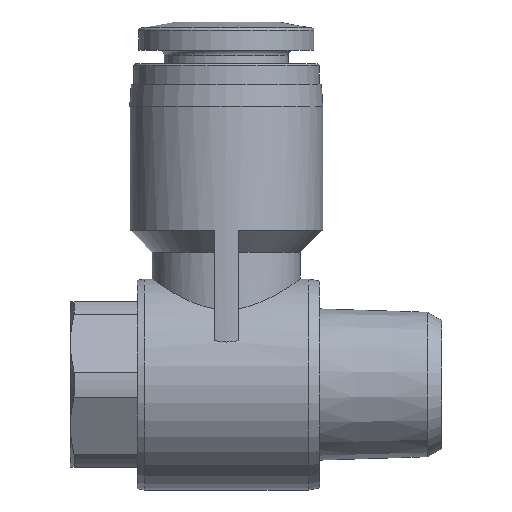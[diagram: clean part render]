
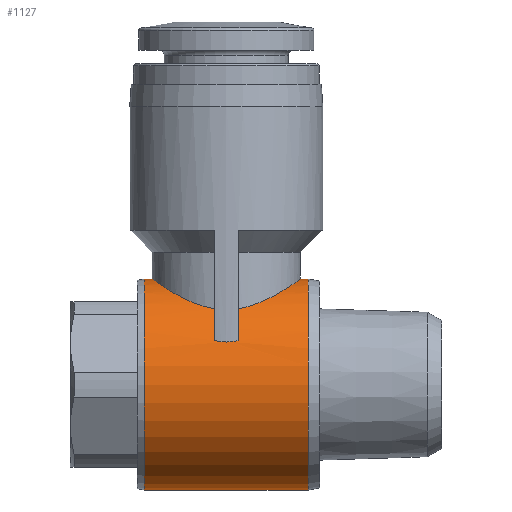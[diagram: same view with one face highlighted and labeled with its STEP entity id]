
A CAD part, left-side view. The second image highlights one B-rep face of the part: STEP entity #1127.
In plain terms, the highlighted cylindrical face has radius 7.1 mm (diameter 14.2 mm), a full revolution.
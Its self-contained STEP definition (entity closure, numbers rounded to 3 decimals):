
#32=CYLINDRICAL_SURFACE('',#1220,7.1);
#123=B_SPLINE_CURVE_WITH_KNOTS('',3,(#1627,#1628,#1629,#1630,#1631,#1632,
#1633,#1634,#1635,#1636,#1637),.UNSPECIFIED.,.F.,.F.,(4,1,1,1,1,1,1,1,4),
(0.001,0.003,0.004,0.006,
0.008,0.01,0.012,0.014,
0.015),.UNSPECIFIED.);
#124=B_SPLINE_CURVE_WITH_KNOTS('',3,(#1643,#1644,#1645,#1646,#1647,#1648,
#1649,#1650,#1651,#1652,#1653),.UNSPECIFIED.,.F.,.F.,(4,1,1,1,1,1,1,1,4),
(0.017,0.019,0.021,0.023,
0.024,0.026,0.028,0.03,
0.032),.UNSPECIFIED.);
#125=B_SPLINE_CURVE_WITH_KNOTS('',3,(#1667,#1668,#1669,#1670),
 .UNSPECIFIED.,.F.,.F.,(4,4),(0.007,0.008),
 .UNSPECIFIED.);
#126=B_SPLINE_CURVE_WITH_KNOTS('',3,(#1678,#1679,#1680,#1681),
 .UNSPECIFIED.,.F.,.F.,(4,4),(0.007,0.008),
 .UNSPECIFIED.);
#251=ORIENTED_EDGE('',*,*,#408,.F.);
#252=ORIENTED_EDGE('',*,*,#409,.T.);
#253=ORIENTED_EDGE('',*,*,#373,.T.);
#254=ORIENTED_EDGE('',*,*,#405,.T.);
#255=ORIENTED_EDGE('',*,*,#386,.T.);
#256=ORIENTED_EDGE('',*,*,#404,.T.);
#257=ORIENTED_EDGE('',*,*,#376,.T.);
#258=ORIENTED_EDGE('',*,*,#407,.T.);
#259=ORIENTED_EDGE('',*,*,#382,.T.);
#260=ORIENTED_EDGE('',*,*,#406,.T.);
#373=EDGE_CURVE('',#460,#458,#123,.T.);
#376=EDGE_CURVE('',#462,#463,#124,.T.);
#382=EDGE_CURVE('',#469,#468,#125,.T.);
#386=EDGE_CURVE('',#473,#472,#126,.T.);
#404=EDGE_CURVE('',#472,#462,#526,.F.);
#405=EDGE_CURVE('',#458,#473,#527,.F.);
#406=EDGE_CURVE('',#468,#460,#528,.F.);
#407=EDGE_CURVE('',#463,#469,#529,.F.);
#408=EDGE_CURVE('',#486,#486,#530,.T.);
#409=EDGE_CURVE('',#487,#487,#531,.T.);
#458=VERTEX_POINT('',#1625);
#460=VERTEX_POINT('',#1638);
#462=VERTEX_POINT('',#1654);
#463=VERTEX_POINT('',#1655);
#468=VERTEX_POINT('',#1666);
#469=VERTEX_POINT('',#1671);
#472=VERTEX_POINT('',#1677);
#473=VERTEX_POINT('',#1682);
#486=VERTEX_POINT('',#1747);
#487=VERTEX_POINT('',#1749);
#526=CIRCLE('',#1213,7.1);
#527=CIRCLE('',#1215,7.1);
#528=CIRCLE('',#1217,7.1);
#529=CIRCLE('',#1219,7.1);
#530=CIRCLE('',#1221,7.1);
#531=CIRCLE('',#1222,7.1);
#593=EDGE_LOOP('',(#251));
#594=EDGE_LOOP('',(#252));
#595=EDGE_LOOP('',(#253,#254,#255,#256,#257,#258,#259,#260));
#672=FACE_BOUND('',#593,.T.);
#673=FACE_BOUND('',#594,.T.);
#674=FACE_BOUND('',#595,.T.);
#1127=ADVANCED_FACE('',(#672,#673,#674),#32,.T.);
#1213=AXIS2_PLACEMENT_3D('',#1738,#1407,#1408);
#1215=AXIS2_PLACEMENT_3D('',#1740,#1411,#1412);
#1217=AXIS2_PLACEMENT_3D('',#1742,#1415,#1416);
#1219=AXIS2_PLACEMENT_3D('',#1744,#1419,#1420);
#1220=AXIS2_PLACEMENT_3D('',#1745,#1421,#1422);
#1221=AXIS2_PLACEMENT_3D('',#1746,#1423,#1424);
#1222=AXIS2_PLACEMENT_3D('',#1748,#1425,#1426);
#1407=DIRECTION('',(0.,1.,0.));
#1408=DIRECTION('',(0.,0.,1.));
#1411=DIRECTION('',(0.,-1.,0.));
#1412=DIRECTION('',(0.,0.,-1.));
#1415=DIRECTION('',(0.,-1.,0.));
#1416=DIRECTION('',(0.,0.,-1.));
#1419=DIRECTION('',(0.,1.,0.));
#1420=DIRECTION('',(0.,0.,1.));
#1421=DIRECTION('',(0.,-1.,0.));
#1422=DIRECTION('',(0.,0.,-1.));
#1423=DIRECTION('',(0.,-1.,0.));
#1424=DIRECTION('',(0.,0.,-1.));
#1425=DIRECTION('',(0.,-1.,0.));
#1426=DIRECTION('',(0.,0.,-1.));
#1625=CARTESIAN_POINT('',(4.936,-9.7,5.104));
#1627=CARTESIAN_POINT('',(-4.936,-9.7,5.104));
#1628=CARTESIAN_POINT('',(-4.839,-9.105,5.197));
#1629=CARTESIAN_POINT('',(-4.433,-7.98,5.582));
#1630=CARTESIAN_POINT('',(-3.344,-6.656,6.32));
#1631=CARTESIAN_POINT('',(-1.852,-5.739,6.929));
#1632=CARTESIAN_POINT('',(-0.005,-5.382,7.184));
#1633=CARTESIAN_POINT('',(1.833,-5.731,6.934));
#1634=CARTESIAN_POINT('',(3.346,-6.655,6.32));
#1635=CARTESIAN_POINT('',(4.43,-7.979,5.584));
#1636=CARTESIAN_POINT('',(4.837,-9.094,5.199));
#1637=CARTESIAN_POINT('',(4.936,-9.7,5.104));
#1638=CARTESIAN_POINT('',(-4.936,-9.7,5.104));
#1643=CARTESIAN_POINT('',(4.936,-11.3,5.104));
#1644=CARTESIAN_POINT('',(4.838,-11.902,5.198));
#1645=CARTESIAN_POINT('',(4.431,-13.021,5.583));
#1646=CARTESIAN_POINT('',(3.348,-14.343,6.319));
#1647=CARTESIAN_POINT('',(1.84,-15.265,6.932));
#1648=CARTESIAN_POINT('',(0.007,-15.617,7.184));
#1649=CARTESIAN_POINT('',(-1.838,-15.268,6.934));
#1650=CARTESIAN_POINT('',(-3.35,-14.341,6.318));
#1651=CARTESIAN_POINT('',(-4.433,-13.017,5.581));
#1652=CARTESIAN_POINT('',(-4.839,-11.898,5.198));
#1653=CARTESIAN_POINT('',(-4.936,-11.3,5.104));
#1654=CARTESIAN_POINT('',(4.936,-11.3,5.104));
#1655=CARTESIAN_POINT('',(-4.936,-11.3,5.104));
#1666=CARTESIAN_POINT('',(-6.451,-9.7,2.966));
#1667=CARTESIAN_POINT('',(-6.451,-11.3,2.966));
#1668=CARTESIAN_POINT('',(-6.515,-10.777,2.826));
#1669=CARTESIAN_POINT('',(-6.515,-10.219,2.827));
#1670=CARTESIAN_POINT('',(-6.451,-9.7,2.966));
#1671=CARTESIAN_POINT('',(-6.451,-11.3,2.966));
#1677=CARTESIAN_POINT('',(6.451,-11.3,2.966));
#1678=CARTESIAN_POINT('',(6.451,-9.7,2.966));
#1679=CARTESIAN_POINT('',(6.515,-10.223,2.825));
#1680=CARTESIAN_POINT('',(6.515,-10.781,2.827));
#1681=CARTESIAN_POINT('',(6.451,-11.3,2.966));
#1682=CARTESIAN_POINT('',(6.451,-9.7,2.966));
#1738=CARTESIAN_POINT('',(0.,-11.3,0.));
#1740=CARTESIAN_POINT('',(0.,-9.7,0.));
#1742=CARTESIAN_POINT('',(0.,-9.7,0.));
#1744=CARTESIAN_POINT('',(0.,-11.3,0.));
#1745=CARTESIAN_POINT('',(0.,-25.,0.));
#1746=CARTESIAN_POINT('',(0.,-16.012,0.));
#1747=CARTESIAN_POINT('',(0.,-16.012,-7.1));
#1748=CARTESIAN_POINT('',(0.,-4.992,0.));
#1749=CARTESIAN_POINT('',(0.,-4.992,-7.1));
